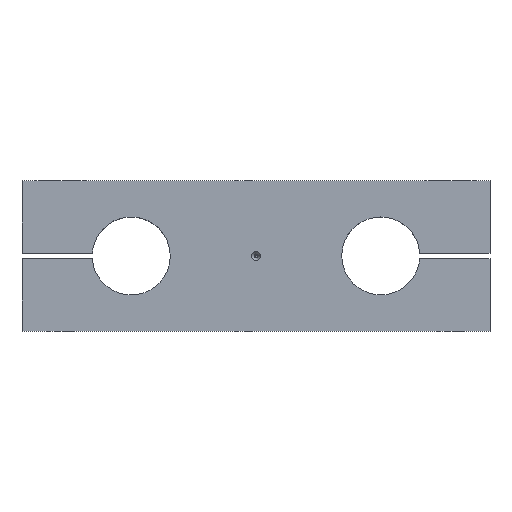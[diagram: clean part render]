
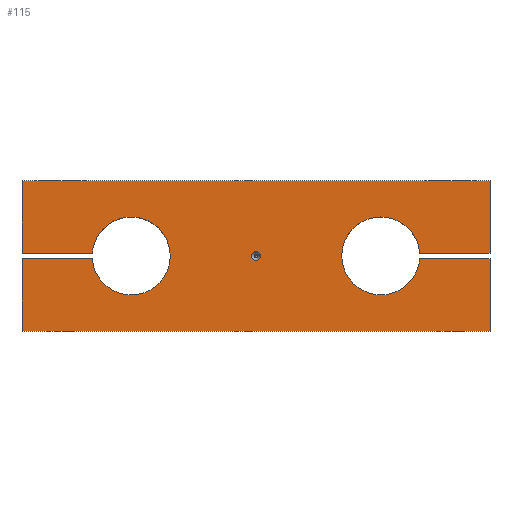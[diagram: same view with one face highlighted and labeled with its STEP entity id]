
A CAD part, top view. The second image highlights one B-rep face of the part: STEP entity #115.
In plain terms, the highlighted planar face has unit normal (0, 0, 1).
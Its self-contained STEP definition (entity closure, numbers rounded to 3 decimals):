
#115 = ADVANCED_FACE( '', ( #210, #211 ), #212, .T. );
#210 = FACE_BOUND( '', #307, .T. );
#211 = FACE_OUTER_BOUND( '', #308, .T. );
#212 = PLANE( '', #309 );
#307 = EDGE_LOOP( '', ( #606, #607 ) );
#308 = EDGE_LOOP( '', ( #608, #609, #610, #611, #612, #613, #614, #615, #616, #617, #618, #619, #620, #621 ) );
#309 = AXIS2_PLACEMENT_3D( '', #622, #623, #624 );
#606 = ORIENTED_EDGE( '', *, *, #691, .T. );
#607 = ORIENTED_EDGE( '', *, *, #692, .T. );
#608 = ORIENTED_EDGE( '', *, *, #710, .F. );
#609 = ORIENTED_EDGE( '', *, *, #742, .F. );
#610 = ORIENTED_EDGE( '', *, *, #739, .F. );
#611 = ORIENTED_EDGE( '', *, *, #736, .F. );
#612 = ORIENTED_EDGE( '', *, *, #643, .F. );
#613 = ORIENTED_EDGE( '', *, *, #735, .F. );
#614 = ORIENTED_EDGE( '', *, *, #731, .F. );
#615 = ORIENTED_EDGE( '', *, *, #728, .F. );
#616 = ORIENTED_EDGE( '', *, *, #725, .F. );
#617 = ORIENTED_EDGE( '', *, *, #722, .F. );
#618 = ORIENTED_EDGE( '', *, *, #719, .F. );
#619 = ORIENTED_EDGE( '', *, *, #647, .F. );
#620 = ORIENTED_EDGE( '', *, *, #718, .F. );
#621 = ORIENTED_EDGE( '', *, *, #714, .F. );
#622 = CARTESIAN_POINT( '', ( 0., 0., 25. ) );
#623 = DIRECTION( '', ( 0., 0., 1. ) );
#624 = DIRECTION( '', ( 1., 0., 0. ) );
#643 = EDGE_CURVE( '', #744, #747, #748, .T. );
#647 = EDGE_CURVE( '', #752, #755, #756, .T. );
#691 = EDGE_CURVE( '', #836, #838, #840, .T. );
#692 = EDGE_CURVE( '', #838, #836, #841, .T. );
#710 = EDGE_CURVE( '', #859, #860, #861, .T. );
#714 = EDGE_CURVE( '', #860, #867, #868, .T. );
#718 = EDGE_CURVE( '', #867, #752, #873, .T. );
#719 = EDGE_CURVE( '', #755, #874, #875, .T. );
#722 = EDGE_CURVE( '', #874, #879, #880, .T. );
#725 = EDGE_CURVE( '', #879, #884, #885, .T. );
#728 = EDGE_CURVE( '', #884, #889, #890, .T. );
#731 = EDGE_CURVE( '', #889, #894, #895, .T. );
#735 = EDGE_CURVE( '', #894, #744, #900, .T. );
#736 = EDGE_CURVE( '', #747, #901, #902, .T. );
#739 = EDGE_CURVE( '', #901, #906, #907, .T. );
#742 = EDGE_CURVE( '', #906, #859, #911, .T. );
#744 = VERTEX_POINT( '', #913 );
#747 = VERTEX_POINT( '', #917 );
#748 = CIRCLE( '', #918, 15. );
#752 = VERTEX_POINT( '', #923 );
#755 = VERTEX_POINT( '', #927 );
#756 = CIRCLE( '', #928, 15. );
#836 = VERTEX_POINT( '', #1029 );
#838 = VERTEX_POINT( '', #1032 );
#840 = CIRCLE( '', #1035, 1.675 );
#841 = CIRCLE( '', #1036, 1.675 );
#859 = VERTEX_POINT( '', #1054 );
#860 = VERTEX_POINT( '', #1055 );
#861 = LINE( '', #1056, #1057 );
#867 = VERTEX_POINT( '', #1066 );
#868 = LINE( '', #1067, #1068 );
#873 = CIRCLE( '', #1075, 15. );
#874 = VERTEX_POINT( '', #1076 );
#875 = LINE( '', #1077, #1078 );
#879 = VERTEX_POINT( '', #1084 );
#880 = LINE( '', #1085, #1086 );
#884 = VERTEX_POINT( '', #1092 );
#885 = LINE( '', #1093, #1094 );
#889 = VERTEX_POINT( '', #1100 );
#890 = LINE( '', #1101, #1102 );
#894 = VERTEX_POINT( '', #1108 );
#895 = LINE( '', #1109, #1110 );
#900 = CIRCLE( '', #1117, 15. );
#901 = VERTEX_POINT( '', #1118 );
#902 = LINE( '', #1119, #1120 );
#906 = VERTEX_POINT( '', #1126 );
#907 = LINE( '', #1127, #1128 );
#911 = LINE( '', #1134, #1135 );
#913 = CARTESIAN_POINT( '', ( 33.033, 30., 25. ) );
#917 = CARTESIAN_POINT( '', ( 62.967, 28., 25. ) );
#918 = AXIS2_PLACEMENT_3D( '', #1139, #1140, #1141 );
#923 = CARTESIAN_POINT( '', ( -33.033, 28., 25. ) );
#927 = CARTESIAN_POINT( '', ( -62.967, 30., 25. ) );
#928 = AXIS2_PLACEMENT_3D( '', #1147, #1148, #1149 );
#1029 = CARTESIAN_POINT( '', ( 1.675, 29., 25. ) );
#1032 = CARTESIAN_POINT( '', ( -1.675, 29., 25. ) );
#1035 = AXIS2_PLACEMENT_3D( '', #1233, #1234, #1235 );
#1036 = AXIS2_PLACEMENT_3D( '', #1236, #1237, #1238 );
#1054 = CARTESIAN_POINT( '', ( -90., 0., 25. ) );
#1055 = CARTESIAN_POINT( '', ( -90., 28., 25. ) );
#1056 = CARTESIAN_POINT( '', ( -90., 28., 25. ) );
#1057 = VECTOR( '', #1290, 1. );
#1066 = CARTESIAN_POINT( '', ( -62.967, 28., 25. ) );
#1067 = CARTESIAN_POINT( '', ( -62.967, 28., 25. ) );
#1068 = VECTOR( '', #1294, 1. );
#1075 = AXIS2_PLACEMENT_3D( '', #1300, #1301, #1302 );
#1076 = CARTESIAN_POINT( '', ( -90., 30., 25. ) );
#1077 = CARTESIAN_POINT( '', ( -90., 30., 25. ) );
#1078 = VECTOR( '', #1303, 1. );
#1084 = CARTESIAN_POINT( '', ( -90., 58., 25. ) );
#1085 = CARTESIAN_POINT( '', ( -90., 58., 25. ) );
#1086 = VECTOR( '', #1306, 1. );
#1092 = CARTESIAN_POINT( '', ( 90., 58., 25. ) );
#1093 = CARTESIAN_POINT( '', ( 90., 58., 25. ) );
#1094 = VECTOR( '', #1309, 1. );
#1100 = CARTESIAN_POINT( '', ( 90., 30., 25. ) );
#1101 = CARTESIAN_POINT( '', ( 90., 30., 25. ) );
#1102 = VECTOR( '', #1312, 1. );
#1108 = CARTESIAN_POINT( '', ( 62.967, 30., 25. ) );
#1109 = CARTESIAN_POINT( '', ( 62.967, 30., 25. ) );
#1110 = VECTOR( '', #1315, 1. );
#1117 = AXIS2_PLACEMENT_3D( '', #1321, #1322, #1323 );
#1118 = CARTESIAN_POINT( '', ( 90., 28., 25. ) );
#1119 = CARTESIAN_POINT( '', ( 90., 28., 25. ) );
#1120 = VECTOR( '', #1324, 1. );
#1126 = CARTESIAN_POINT( '', ( 90., 0., 25. ) );
#1127 = CARTESIAN_POINT( '', ( 90., 0., 25. ) );
#1128 = VECTOR( '', #1327, 1. );
#1134 = CARTESIAN_POINT( '', ( -90., 0., 25. ) );
#1135 = VECTOR( '', #1330, 1. );
#1139 = CARTESIAN_POINT( '', ( 48., 29., 25. ) );
#1140 = DIRECTION( '', ( 0., 0., 1. ) );
#1141 = DIRECTION( '', ( 0.998, -0.067, 0. ) );
#1147 = CARTESIAN_POINT( '', ( -48., 29., 25. ) );
#1148 = DIRECTION( '', ( 0., 0., 1. ) );
#1149 = DIRECTION( '', ( -0.998, 0.067, 0. ) );
#1233 = CARTESIAN_POINT( '', ( 0., 29., 25. ) );
#1234 = DIRECTION( '', ( 0., 0., -1. ) );
#1235 = DIRECTION( '', ( 1., 0., 0. ) );
#1236 = CARTESIAN_POINT( '', ( 0., 29., 25. ) );
#1237 = DIRECTION( '', ( 0., 0., -1. ) );
#1238 = DIRECTION( '', ( 1., 0., 0. ) );
#1290 = DIRECTION( '', ( 0., 1., 0. ) );
#1294 = DIRECTION( '', ( 1., 0., 0. ) );
#1300 = CARTESIAN_POINT( '', ( -48., 29., 25. ) );
#1301 = DIRECTION( '', ( 0., 0., 1. ) );
#1302 = DIRECTION( '', ( -0.998, 0.067, 0. ) );
#1303 = DIRECTION( '', ( -1., 0., 0. ) );
#1306 = DIRECTION( '', ( 0., 1., 0. ) );
#1309 = DIRECTION( '', ( 1., 0., 0. ) );
#1312 = DIRECTION( '', ( 0., -1., 0. ) );
#1315 = DIRECTION( '', ( -1., 0., 0. ) );
#1321 = CARTESIAN_POINT( '', ( 48., 29., 25. ) );
#1322 = DIRECTION( '', ( 0., 0., 1. ) );
#1323 = DIRECTION( '', ( 0.998, -0.067, 0. ) );
#1324 = DIRECTION( '', ( 1., 0., 0. ) );
#1327 = DIRECTION( '', ( 0., -1., 0. ) );
#1330 = DIRECTION( '', ( -1., 0., 0. ) );
